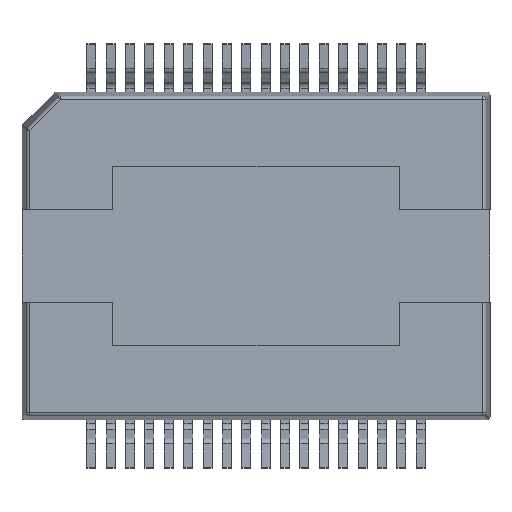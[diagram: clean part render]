
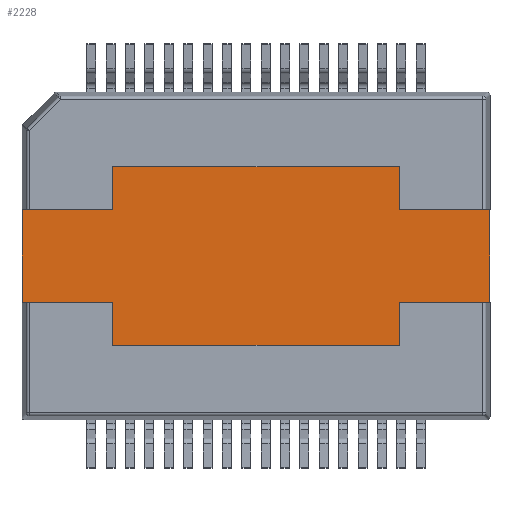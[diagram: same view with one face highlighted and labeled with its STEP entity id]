
A CAD part, front view. The second image highlights one B-rep face of the part: STEP entity #2228.
In plain terms, the highlighted planar face has unit normal (0, -1, 0).
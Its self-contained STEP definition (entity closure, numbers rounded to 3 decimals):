
#287 = ORIENTED_EDGE ( 'NONE', *, *, #8523, .T. ) ;
#559 = VERTEX_POINT ( 'NONE', #18752 ) ;
#716 = CARTESIAN_POINT ( 'NONE',  ( 7.85, 0., -1.55 ) ) ;
#785 = CARTESIAN_POINT ( 'NONE',  ( -4.8, 0., -3. ) ) ;
#1308 = DIRECTION ( 'NONE',  ( 0., 0., 1. ) ) ;
#2228 = ADVANCED_FACE ( 'NONE', ( #21418 ), #10532, .T. ) ;
#2302 = VECTOR ( 'NONE', #10272, 1000. ) ;
#2390 = LINE ( 'NONE', #24203, #12073 ) ;
#3286 = EDGE_CURVE ( 'NONE', #24284, #6676, #12639, .T. ) ;
#3422 = CARTESIAN_POINT ( 'NONE',  ( 4.8, 0., 1.55 ) ) ;
#3530 = CARTESIAN_POINT ( 'NONE',  ( 4.8, 0., 3. ) ) ;
#3574 = VECTOR ( 'NONE', #25598, 1000. ) ;
#3896 = CARTESIAN_POINT ( 'NONE',  ( 7.85, 0., 1.55 ) ) ;
#4098 = CARTESIAN_POINT ( 'NONE',  ( -7.85, 0., -1.55 ) ) ;
#4129 = LINE ( 'NONE', #19587, #8801 ) ;
#4308 = DIRECTION ( 'NONE',  ( 0., -1., 0. ) ) ;
#4366 = EDGE_CURVE ( 'NONE', #559, #9031, #21383, .T. ) ;
#4405 = DIRECTION ( 'NONE',  ( 0., 0., -1. ) ) ;
#4460 = EDGE_CURVE ( 'NONE', #8699, #24284, #22000, .T. ) ;
#5453 = VECTOR ( 'NONE', #21109, 1000. ) ;
#5513 = ORIENTED_EDGE ( 'NONE', *, *, #3286, .T. ) ;
#5613 = CARTESIAN_POINT ( 'NONE',  ( 4.8, 0., -1.55 ) ) ;
#5899 = EDGE_CURVE ( 'NONE', #10131, #9910, #15311, .T. ) ;
#6234 = CARTESIAN_POINT ( 'NONE',  ( -4.8, 0., 3. ) ) ;
#6253 = VECTOR ( 'NONE', #1308, 1000. ) ;
#6262 = EDGE_CURVE ( 'NONE', #24453, #13747, #20451, .T. ) ;
#6380 = DIRECTION ( 'NONE',  ( 1., 0., 0. ) ) ;
#6388 = VECTOR ( 'NONE', #6380, 1000. ) ;
#6530 = CARTESIAN_POINT ( 'NONE',  ( -4.8, 0., 3. ) ) ;
#6676 = VERTEX_POINT ( 'NONE', #23603 ) ;
#6743 = DIRECTION ( 'NONE',  ( 0., 0., 1. ) ) ;
#7163 = ORIENTED_EDGE ( 'NONE', *, *, #5899, .T. ) ;
#7222 = CARTESIAN_POINT ( 'NONE',  ( -4.8, 0., -1.55 ) ) ;
#7398 = ORIENTED_EDGE ( 'NONE', *, *, #11997, .T. ) ;
#7453 = CARTESIAN_POINT ( 'NONE',  ( 7.85, 0., 1.55 ) ) ;
#8324 = EDGE_CURVE ( 'NONE', #9802, #559, #4129, .T. ) ;
#8523 = EDGE_CURVE ( 'NONE', #9031, #16946, #2390, .T. ) ;
#8699 = VERTEX_POINT ( 'NONE', #24799 ) ;
#8801 = VECTOR ( 'NONE', #17478, 1000. ) ;
#9031 = VERTEX_POINT ( 'NONE', #14241 ) ;
#9318 = LINE ( 'NONE', #12739, #24572 ) ;
#9438 = ORIENTED_EDGE ( 'NONE', *, *, #25595, .T. ) ;
#9802 = VERTEX_POINT ( 'NONE', #6234 ) ;
#9910 = VERTEX_POINT ( 'NONE', #18651 ) ;
#10131 = VERTEX_POINT ( 'NONE', #5613 ) ;
#10272 = DIRECTION ( 'NONE',  ( -1., 0., 0. ) ) ;
#10532 = PLANE ( 'NONE',  #24398 ) ;
#10578 = VECTOR ( 'NONE', #16243, 1000. ) ;
#11090 = LINE ( 'NONE', #4098, #6388 ) ;
#11437 = CARTESIAN_POINT ( 'NONE',  ( -7.85, 0., -1.55 ) ) ;
#11997 = EDGE_CURVE ( 'NONE', #6676, #10131, #9318, .T. ) ;
#12073 = VECTOR ( 'NONE', #20245, 1000. ) ;
#12586 = ORIENTED_EDGE ( 'NONE', *, *, #8324, .T. ) ;
#12639 = LINE ( 'NONE', #785, #19867 ) ;
#12739 = CARTESIAN_POINT ( 'NONE',  ( 4.8, 0., -1.55 ) ) ;
#13258 = EDGE_LOOP ( 'NONE', ( #287, #19226, #16769, #5513, #7398, #7163, #24537, #25321, #16989, #9438, #12586, #23018 ) ) ;
#13321 = DIRECTION ( 'NONE',  ( 1., 0., 0. ) ) ;
#13747 = VERTEX_POINT ( 'NONE', #19922 ) ;
#14241 = CARTESIAN_POINT ( 'NONE',  ( -7.85, 0., 1.55 ) ) ;
#15260 = CARTESIAN_POINT ( 'NONE',  ( -7.85, 0., 1.55 ) ) ;
#15311 = LINE ( 'NONE', #716, #18122 ) ;
#16243 = DIRECTION ( 'NONE',  ( -1., 0., 0. ) ) ;
#16387 = CARTESIAN_POINT ( 'NONE',  ( 0., 0., 0. ) ) ;
#16769 = ORIENTED_EDGE ( 'NONE', *, *, #4460, .T. ) ;
#16946 = VERTEX_POINT ( 'NONE', #11437 ) ;
#16989 = ORIENTED_EDGE ( 'NONE', *, *, #24854, .T. ) ;
#17478 = DIRECTION ( 'NONE',  ( 0., 0., -1. ) ) ;
#17996 = LINE ( 'NONE', #3422, #23871 ) ;
#18122 = VECTOR ( 'NONE', #24805, 1000. ) ;
#18651 = CARTESIAN_POINT ( 'NONE',  ( 7.85, 0., -1.55 ) ) ;
#18752 = CARTESIAN_POINT ( 'NONE',  ( -4.8, 0., 1.55 ) ) ;
#18848 = VERTEX_POINT ( 'NONE', #3530 ) ;
#19021 = CARTESIAN_POINT ( 'NONE',  ( -4.8, 0., -3. ) ) ;
#19226 = ORIENTED_EDGE ( 'NONE', *, *, #25046, .T. ) ;
#19587 = CARTESIAN_POINT ( 'NONE',  ( -4.8, 0., 1.55 ) ) ;
#19867 = VECTOR ( 'NONE', #13321, 1000. ) ;
#19922 = CARTESIAN_POINT ( 'NONE',  ( 4.8, 0., 1.55 ) ) ;
#20245 = DIRECTION ( 'NONE',  ( 0., 0., -1. ) ) ;
#20451 = LINE ( 'NONE', #3896, #2302 ) ;
#21109 = DIRECTION ( 'NONE',  ( -1., 0., 0. ) ) ;
#21383 = LINE ( 'NONE', #15260, #5453 ) ;
#21418 = FACE_OUTER_BOUND ( 'NONE', #13258, .T. ) ;
#21488 = DIRECTION ( 'NONE',  ( 0., 0., 1. ) ) ;
#22000 = LINE ( 'NONE', #7222, #3574 ) ;
#23011 = LINE ( 'NONE', #6530, #10578 ) ;
#23018 = ORIENTED_EDGE ( 'NONE', *, *, #4366, .T. ) ;
#23266 = EDGE_CURVE ( 'NONE', #9910, #24453, #23381, .T. ) ;
#23381 = LINE ( 'NONE', #25322, #6253 ) ;
#23603 = CARTESIAN_POINT ( 'NONE',  ( 4.8, 0., -3. ) ) ;
#23871 = VECTOR ( 'NONE', #21488, 1000. ) ;
#24203 = CARTESIAN_POINT ( 'NONE',  ( -7.85, 0., 1.55 ) ) ;
#24284 = VERTEX_POINT ( 'NONE', #19021 ) ;
#24398 = AXIS2_PLACEMENT_3D ( 'NONE', #16387, #4308, #4405 ) ;
#24453 = VERTEX_POINT ( 'NONE', #7453 ) ;
#24537 = ORIENTED_EDGE ( 'NONE', *, *, #23266, .T. ) ;
#24572 = VECTOR ( 'NONE', #6743, 1000. ) ;
#24799 = CARTESIAN_POINT ( 'NONE',  ( -4.8, 0., -1.55 ) ) ;
#24805 = DIRECTION ( 'NONE',  ( 1., 0., 0. ) ) ;
#24854 = EDGE_CURVE ( 'NONE', #13747, #18848, #17996, .T. ) ;
#25046 = EDGE_CURVE ( 'NONE', #16946, #8699, #11090, .T. ) ;
#25321 = ORIENTED_EDGE ( 'NONE', *, *, #6262, .T. ) ;
#25322 = CARTESIAN_POINT ( 'NONE',  ( 7.85, 0., 1.55 ) ) ;
#25595 = EDGE_CURVE ( 'NONE', #18848, #9802, #23011, .T. ) ;
#25598 = DIRECTION ( 'NONE',  ( 0., 0., -1. ) ) ;
